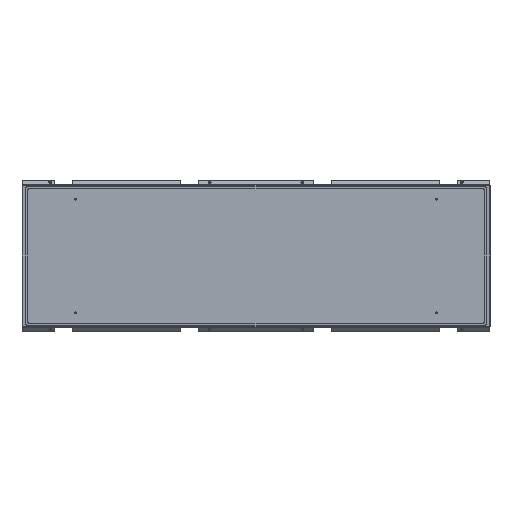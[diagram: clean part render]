
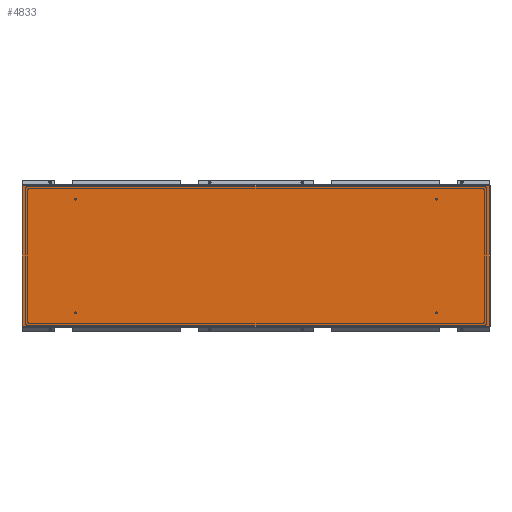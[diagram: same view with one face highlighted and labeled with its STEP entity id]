
A CAD part, left-side view. The second image highlights one B-rep face of the part: STEP entity #4833.
In plain terms, the highlighted face is planar.
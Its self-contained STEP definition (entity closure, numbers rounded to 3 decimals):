
#237 = VECTOR ( 'NONE', #7021, 1000. ) ;
#679 = DIRECTION ( 'NONE',  ( 0., 0., -1. ) ) ;
#876 = ORIENTED_EDGE ( 'NONE', *, *, #5253, .T. ) ;
#899 = CARTESIAN_POINT ( 'NONE',  ( 262.75, 870.5, 0. ) ) ;
#1066 = ORIENTED_EDGE ( 'NONE', *, *, #1241, .T. ) ;
#1187 = PLANE ( 'NONE',  #5024 ) ;
#1241 = EDGE_CURVE ( 'NONE', #7180, #4160, #2967, .T. ) ;
#1446 = LINE ( 'NONE', #3960, #2625 ) ;
#1516 = VECTOR ( 'NONE', #1860, 1000. ) ;
#1579 = EDGE_LOOP ( 'NONE', ( #2673, #1066, #876, #7506 ) ) ;
#1707 = LINE ( 'NONE', #3058, #6882 ) ;
#1860 = DIRECTION ( 'NONE',  ( 0., -1., 0. ) ) ;
#2219 = CARTESIAN_POINT ( 'NONE',  ( -262.75, -870.5, 0. ) ) ;
#2471 = CARTESIAN_POINT ( 'NONE',  ( -262.75, -870.5, 0. ) ) ;
#2611 = CARTESIAN_POINT ( 'NONE',  ( 0., 0., 0. ) ) ;
#2625 = VECTOR ( 'NONE', #4088, 1000. ) ;
#2650 = LINE ( 'NONE', #2471, #1516 ) ;
#2673 = ORIENTED_EDGE ( 'NONE', *, *, #5991, .T. ) ;
#2924 = VERTEX_POINT ( 'NONE', #3227 ) ;
#2967 = LINE ( 'NONE', #6340, #237 ) ;
#3058 = CARTESIAN_POINT ( 'NONE',  ( 262.75, -870.5, 0. ) ) ;
#3191 = VERTEX_POINT ( 'NONE', #2219 ) ;
#3227 = CARTESIAN_POINT ( 'NONE',  ( 262.75, -870.5, 0. ) ) ;
#3310 = DIRECTION ( 'NONE',  ( -1., 0., 0. ) ) ;
#3960 = CARTESIAN_POINT ( 'NONE',  ( -262.75, -870.5, 0. ) ) ;
#4088 = DIRECTION ( 'NONE',  ( 1., 0., 0. ) ) ;
#4160 = VERTEX_POINT ( 'NONE', #5693 ) ;
#4833 = ADVANCED_FACE ( 'NONE', ( #6587 ), #1187, .F. ) ;
#5024 = AXIS2_PLACEMENT_3D ( 'NONE', #2611, #679, #3310 ) ;
#5253 = EDGE_CURVE ( 'NONE', #4160, #3191, #2650, .T. ) ;
#5688 = DIRECTION ( 'NONE',  ( 0., 1., 0. ) ) ;
#5693 = CARTESIAN_POINT ( 'NONE',  ( -262.75, 870.5, 0. ) ) ;
#5991 = EDGE_CURVE ( 'NONE', #2924, #7180, #1707, .T. ) ;
#6137 = EDGE_CURVE ( 'NONE', #3191, #2924, #1446, .T. ) ;
#6340 = CARTESIAN_POINT ( 'NONE',  ( -262.75, 870.5, 0. ) ) ;
#6587 = FACE_OUTER_BOUND ( 'NONE', #1579, .T. ) ;
#6882 = VECTOR ( 'NONE', #5688, 1000. ) ;
#7021 = DIRECTION ( 'NONE',  ( -1., 0., 0. ) ) ;
#7180 = VERTEX_POINT ( 'NONE', #899 ) ;
#7506 = ORIENTED_EDGE ( 'NONE', *, *, #6137, .T. ) ;
